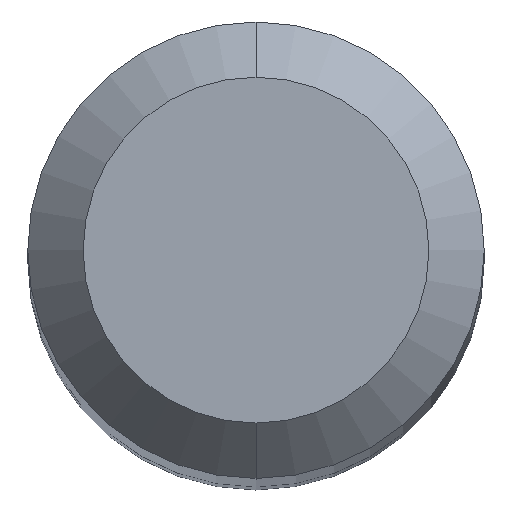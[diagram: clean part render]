
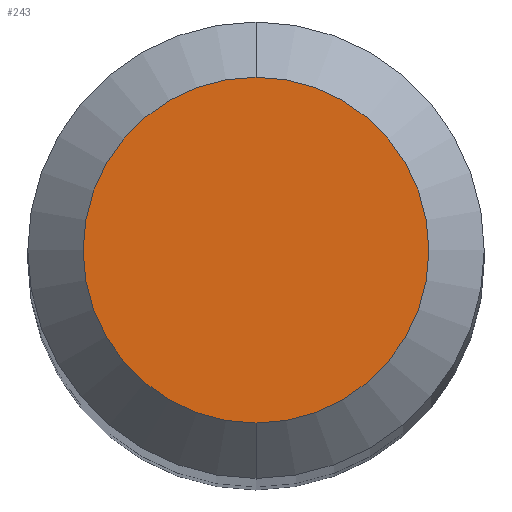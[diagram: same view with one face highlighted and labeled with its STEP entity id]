
A CAD part, top view. The second image highlights one B-rep face of the part: STEP entity #243.
In plain terms, the highlighted planar face has unit normal (0, 0, 1).
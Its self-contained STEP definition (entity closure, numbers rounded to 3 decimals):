
#24 = DIRECTION ( 'NONE',  ( 0., 0., -1. ) ) ;
#26 = AXIS2_PLACEMENT_3D ( 'NONE', #302, #24, #309 ) ;
#43 = ORIENTED_EDGE ( 'NONE', *, *, #207, .F. ) ;
#64 = VERTEX_POINT ( 'NONE', #246 ) ;
#76 = CARTESIAN_POINT ( 'NONE',  ( 0., 0., 49. ) ) ;
#92 = EDGE_LOOP ( 'NONE', ( #43, #185 ) ) ;
#120 = PLANE ( 'NONE',  #26 ) ;
#123 = FACE_OUTER_BOUND ( 'NONE', #92, .T. ) ;
#125 = DIRECTION ( 'NONE',  ( 0., 1., 0. ) ) ;
#126 = CIRCLE ( 'NONE', #150, 1.25 ) ;
#144 = VERTEX_POINT ( 'NONE', #331 ) ;
#150 = AXIS2_PLACEMENT_3D ( 'NONE', #76, #231, #125 ) ;
#172 = EDGE_CURVE ( 'NONE', #144, #64, #229, .T. ) ;
#176 = DIRECTION ( 'NONE',  ( 0., 0., -1. ) ) ;
#185 = ORIENTED_EDGE ( 'NONE', *, *, #172, .F. ) ;
#198 = DIRECTION ( 'NONE',  ( 0., 1., 0. ) ) ;
#207 = EDGE_CURVE ( 'NONE', #64, #144, #126, .T. ) ;
#229 = CIRCLE ( 'NONE', #273, 1.25 ) ;
#231 = DIRECTION ( 'NONE',  ( 0., 0., -1. ) ) ;
#243 = ADVANCED_FACE ( 'NONE', ( #123 ), #120, .F. ) ;
#246 = CARTESIAN_POINT ( 'NONE',  ( 0., 1.25, 49. ) ) ;
#273 = AXIS2_PLACEMENT_3D ( 'NONE', #307, #176, #198 ) ;
#302 = CARTESIAN_POINT ( 'NONE',  ( 0., 0., 49. ) ) ;
#307 = CARTESIAN_POINT ( 'NONE',  ( 0., 0., 49. ) ) ;
#309 = DIRECTION ( 'NONE',  ( 0., 1., 0. ) ) ;
#331 = CARTESIAN_POINT ( 'NONE',  ( 0., -1.25, 49. ) ) ;
